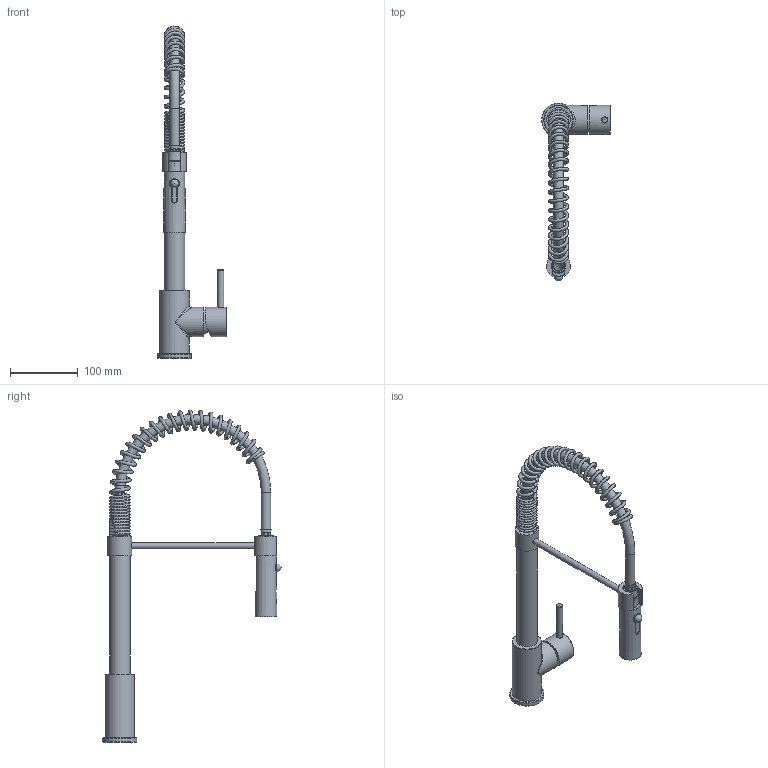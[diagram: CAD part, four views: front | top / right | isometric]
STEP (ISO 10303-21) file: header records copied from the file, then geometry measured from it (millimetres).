
FILE_DESCRIPTION(/* description */ ('Unknown'),/* implementation_level */ '2;1');
FILE_NAME(/* name */ 'CB047',/* time_stamp */ '2016-06-22T08:26:42+02:00',/* author */ ('Unknown'),/* organization */ ('Unknown'),/* preprocessor_version */ 'ST-DEVELOPER v16.7',/* originating_system */ 'DEX',/* authorisation */ $);
FILE_SCHEMA (('AUTOMOTIVE_DESIGN {1 0 10303 214 3 1 1}'));
Length unit declared in the file: millimetre
Products named in the file (10): lavello con molla; flangia'base_1; corpo molla_0; raccordo-bocca_1; mollettone_0; flex molla_0; CONRE-O-16-GRFR_AF0_SOLID_1; collo girevole con staffa molla_0; bussola_aggraffatura_0; doccia molla_0
Assembly tree (9 placements, depth 2):
  lavello con molla
    corpo molla_0
    raccordo-bocca_1
    mollettone_0
    flex molla_0
    CONRE-O-16-GRFR_AF0_SOLID_1
    collo girevole con staffa molla_0
    bussola_aggraffatura_0  x2
    doccia molla_0
  flangia'base_1
Bounding box: 101.5 x 262.24 x 488.52 mm (x, y, z)
Volume: 576647.9 mm3; surface area: 142298.1 mm2
Topology: 11 solids, 11 shells, 306 faces, 689 edges, 424 vertices
Faces by surface type: plane 174, cylinder 64, bspline 30, torus 22, cone 14, sphere 2
Full cylindrical faces by diameter (mm): 7.2 x2, 9 x2, 10.5 x2, 13.7 x1, 14 x1, 15 x1, 16 x1, 16.5 x1, 18 x1, 19 x1, 19.5 x1, 20 x1, 21.3 x1, 25.8 x1, 26 x1, 28 x1, 30 x1, 33 x1, 35 x1, 37 x1, 42.9 x1, 43 x2, 50 x1
Entity records: 13913 total; most frequent: CARTESIAN_POINT 8834, DIRECTION 1006, ORIENTED_EDGE 800, AXIS2_PLACEMENT_3D 450, EDGE_CURVE 400, FACE_BOUND 346, EDGE_LOOP 345, VERTEX_POINT 276
